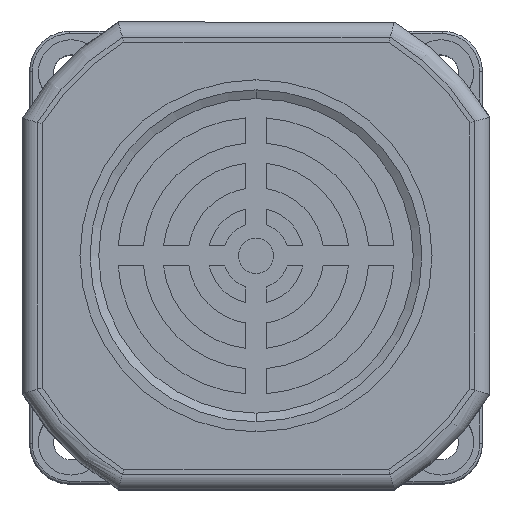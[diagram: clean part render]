
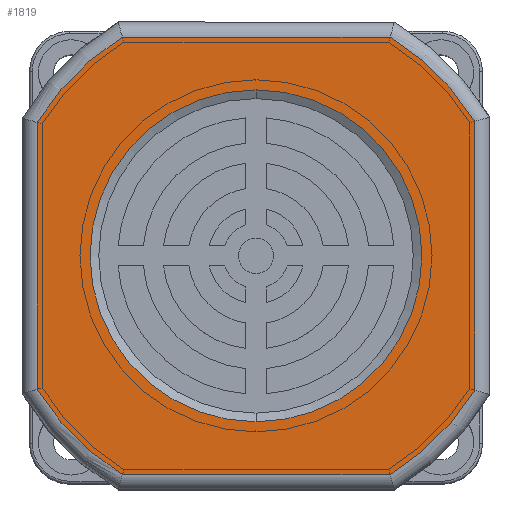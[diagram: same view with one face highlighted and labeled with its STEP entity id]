
A CAD part, top view. The second image highlights one B-rep face of the part: STEP entity #1819.
In plain terms, the highlighted face is planar.
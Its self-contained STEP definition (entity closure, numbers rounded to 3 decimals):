
#904 = CARTESIAN_POINT ( 'NONE',  ( 0.05, 0., 0. ) ) ;
#1072 = VECTOR ( 'NONE', #9898, 1000. ) ;
#1296 = CARTESIAN_POINT ( 'NONE',  ( -43.5, 0., 0. ) ) ;
#1701 = DIRECTION ( 'NONE',  ( 0., 0., 1. ) ) ;
#1819 = ADVANCED_FACE ( 'NONE', ( #12022, #16441 ), #9905, .F. ) ;
#1930 = VERTEX_POINT ( 'NONE', #1988 ) ;
#1988 = CARTESIAN_POINT ( 'NONE',  ( 26.673, 0., -43.5 ) ) ;
#2229 = CARTESIAN_POINT ( 'NONE',  ( 0.05, 0., -43.5 ) ) ;
#2286 = CARTESIAN_POINT ( 'NONE',  ( 0.05, 0., 0. ) ) ;
#2355 = AXIS2_PLACEMENT_3D ( 'NONE', #19803, #11572, #1701 ) ;
#2586 = DIRECTION ( 'NONE',  ( 0., 0., 1. ) ) ;
#2940 = CARTESIAN_POINT ( 'NONE',  ( 26.673, 0., 43.5 ) ) ;
#3562 = EDGE_CURVE ( 'NONE', #11857, #10800, #21414, .T. ) ;
#3571 = ORIENTED_EDGE ( 'NONE', *, *, #12038, .T. ) ;
#3703 = AXIS2_PLACEMENT_3D ( 'NONE', #3788, #15346, #5443 ) ;
#3788 = CARTESIAN_POINT ( 'NONE',  ( 0.05, 0., 0. ) ) ;
#3886 = DIRECTION ( 'NONE',  ( 1., 0., 0. ) ) ;
#3944 = DIRECTION ( 'NONE',  ( 0., 0., 1. ) ) ;
#4018 = ORIENTED_EDGE ( 'NONE', *, *, #13738, .T. ) ;
#4052 = DIRECTION ( 'NONE',  ( 0., -1., 0. ) ) ;
#4205 = CIRCLE ( 'NONE', #12416, 51. ) ;
#4479 = CARTESIAN_POINT ( 'NONE',  ( -43.5, 0., -26.54 ) ) ;
#4944 = CARTESIAN_POINT ( 'NONE',  ( 0., 0., 33. ) ) ;
#4995 = VECTOR ( 'NONE', #6336, 1000. ) ;
#5092 = VERTEX_POINT ( 'NONE', #6646 ) ;
#5159 = VERTEX_POINT ( 'NONE', #10159 ) ;
#5320 = EDGE_CURVE ( 'NONE', #5594, #21406, #21112, .T. ) ;
#5443 = DIRECTION ( 'NONE',  ( 0., 0., 1. ) ) ;
#5594 = VERTEX_POINT ( 'NONE', #18059 ) ;
#6336 = DIRECTION ( 'NONE',  ( 0., 0., 1. ) ) ;
#6646 = CARTESIAN_POINT ( 'NONE',  ( 43.5, 0., 26.705 ) ) ;
#6686 = CARTESIAN_POINT ( 'NONE',  ( 0., 0., 0. ) ) ;
#7220 = ORIENTED_EDGE ( 'NONE', *, *, #3562, .T. ) ;
#8060 = DIRECTION ( 'NONE',  ( 0., -1., 0. ) ) ;
#8242 = CARTESIAN_POINT ( 'NONE',  ( 0.05, 0., 43.5 ) ) ;
#8333 = DIRECTION ( 'NONE',  ( 0., 0., -1. ) ) ;
#8594 = CIRCLE ( 'NONE', #16947, 51. ) ;
#9388 = LINE ( 'NONE', #11232, #4995 ) ;
#9396 = EDGE_CURVE ( 'NONE', #1930, #20627, #13215, .T. ) ;
#9454 = ORIENTED_EDGE ( 'NONE', *, *, #19243, .T. ) ;
#9898 = DIRECTION ( 'NONE',  ( -1., 0., 0. ) ) ;
#9905 = PLANE ( 'NONE',  #2355 ) ;
#10059 = EDGE_CURVE ( 'NONE', #10800, #5159, #4205, .T. ) ;
#10159 = CARTESIAN_POINT ( 'NONE',  ( -26.572, 0., -43.5 ) ) ;
#10240 = VECTOR ( 'NONE', #3886, 1000. ) ;
#10251 = AXIS2_PLACEMENT_3D ( 'NONE', #6686, #18243, #8333 ) ;
#10712 = ORIENTED_EDGE ( 'NONE', *, *, #17465, .F. ) ;
#10800 = VERTEX_POINT ( 'NONE', #4479 ) ;
#10996 = CIRCLE ( 'NONE', #10251, 33. ) ;
#11232 = CARTESIAN_POINT ( 'NONE',  ( 43.5, 0., 0. ) ) ;
#11307 = VERTEX_POINT ( 'NONE', #21101 ) ;
#11572 = DIRECTION ( 'NONE',  ( 0., 1., 0. ) ) ;
#11857 = VERTEX_POINT ( 'NONE', #13364 ) ;
#12022 = FACE_OUTER_BOUND ( 'NONE', #19891, .T. ) ;
#12038 = EDGE_CURVE ( 'NONE', #5092, #19072, #16329, .T. ) ;
#12416 = AXIS2_PLACEMENT_3D ( 'NONE', #2286, #13816, #3944 ) ;
#12451 = DIRECTION ( 'NONE',  ( 0., -1., 0. ) ) ;
#13026 = ORIENTED_EDGE ( 'NONE', *, *, #10059, .T. ) ;
#13215 = CIRCLE ( 'NONE', #21400, 51. ) ;
#13364 = CARTESIAN_POINT ( 'NONE',  ( -43.5, 0., 26.54 ) ) ;
#13738 = EDGE_CURVE ( 'NONE', #19072, #11307, #14239, .T. ) ;
#13816 = DIRECTION ( 'NONE',  ( 0., -1., 0. ) ) ;
#13909 = EDGE_LOOP ( 'NONE', ( #19829, #10712 ) ) ;
#13942 = CARTESIAN_POINT ( 'NONE',  ( 0., 0., 0. ) ) ;
#14074 = CARTESIAN_POINT ( 'NONE',  ( 43.5, 0., -26.705 ) ) ;
#14239 = LINE ( 'NONE', #8242, #1072 ) ;
#15179 = LINE ( 'NONE', #2229, #10240 ) ;
#15346 = DIRECTION ( 'NONE',  ( 0., -1., 0. ) ) ;
#15605 = DIRECTION ( 'NONE',  ( 0., 0., -1. ) ) ;
#16145 = DIRECTION ( 'NONE',  ( 0., 0., -1. ) ) ;
#16329 = CIRCLE ( 'NONE', #3703, 51. ) ;
#16441 = FACE_BOUND ( 'NONE', #13909, .T. ) ;
#16496 = ORIENTED_EDGE ( 'NONE', *, *, #19571, .T. ) ;
#16590 = EDGE_CURVE ( 'NONE', #5159, #1930, #15179, .T. ) ;
#16947 = AXIS2_PLACEMENT_3D ( 'NONE', #904, #12451, #2586 ) ;
#17033 = VECTOR ( 'NONE', #16145, 1000. ) ;
#17239 = ORIENTED_EDGE ( 'NONE', *, *, #16590, .T. ) ;
#17344 = ORIENTED_EDGE ( 'NONE', *, *, #9396, .T. ) ;
#17465 = EDGE_CURVE ( 'NONE', #21406, #5594, #10996, .T. ) ;
#17966 = CARTESIAN_POINT ( 'NONE',  ( 0.05, 0., 0. ) ) ;
#18059 = CARTESIAN_POINT ( 'NONE',  ( 0., 0., -33. ) ) ;
#18243 = DIRECTION ( 'NONE',  ( 0., -1., 0. ) ) ;
#19072 = VERTEX_POINT ( 'NONE', #2940 ) ;
#19243 = EDGE_CURVE ( 'NONE', #20627, #5092, #9388, .T. ) ;
#19571 = EDGE_CURVE ( 'NONE', #11307, #11857, #8594, .T. ) ;
#19620 = DIRECTION ( 'NONE',  ( 0., 0., 1. ) ) ;
#19803 = CARTESIAN_POINT ( 'NONE',  ( 0.05, 0., 0. ) ) ;
#19822 = AXIS2_PLACEMENT_3D ( 'NONE', #13942, #4052, #15605 ) ;
#19829 = ORIENTED_EDGE ( 'NONE', *, *, #5320, .F. ) ;
#19891 = EDGE_LOOP ( 'NONE', ( #7220, #13026, #17239, #17344, #9454, #3571, #4018, #16496 ) ) ;
#20627 = VERTEX_POINT ( 'NONE', #14074 ) ;
#21101 = CARTESIAN_POINT ( 'NONE',  ( -26.572, 0., 43.5 ) ) ;
#21112 = CIRCLE ( 'NONE', #19822, 33. ) ;
#21400 = AXIS2_PLACEMENT_3D ( 'NONE', #17966, #8060, #19620 ) ;
#21406 = VERTEX_POINT ( 'NONE', #4944 ) ;
#21414 = LINE ( 'NONE', #1296, #17033 ) ;
